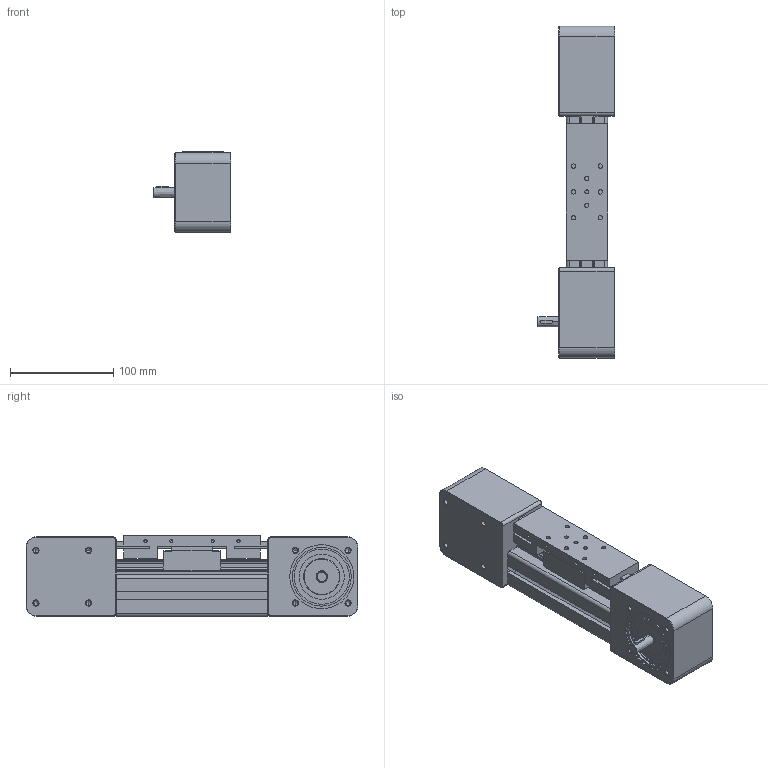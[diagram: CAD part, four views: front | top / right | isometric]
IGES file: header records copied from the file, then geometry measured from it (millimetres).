
Global section: file name: No Iges File Name specified; native system: Autodesk Inventor 2011; preprocessor: AutoDesk Inventor Iges Exporter R2011; author: Matej; date: 20110523.111113; units: millimetre
Bounding box: 75 x 321 x 78 mm (x, y, z)
Volume: 882776.2 mm3; surface area: 211671.8 mm2
Topology: 5 solids, 8 shells, 678 faces, 1747 edges, 1090 vertices
Faces by surface type: plane 315, bspline 170, revolution 116, cylinder 63, cone 14
